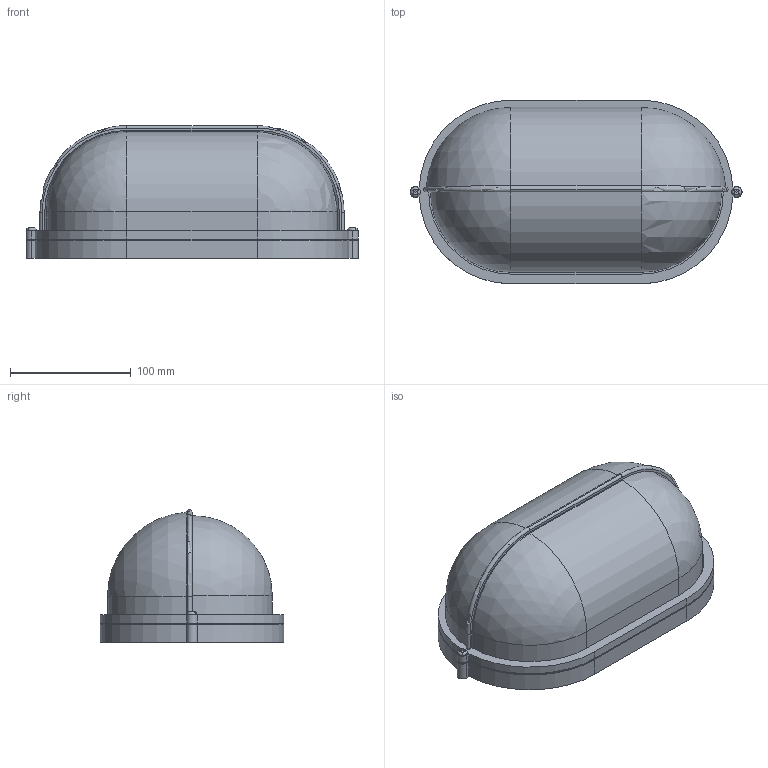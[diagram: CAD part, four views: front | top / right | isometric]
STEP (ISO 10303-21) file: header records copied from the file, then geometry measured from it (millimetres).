
FILE_DESCRIPTION (( 'STEP AP214' ), '1' );
FILE_NAME ('LNPP0-1203-1-100-K02 Ñâåòèëüíèê ÍÏÏ1203 ÷åðíûé_îâàë ï_ñôåðà 100Âò IP54 ÈÝÊ.STEP', '2017-06-23T07:34:59', ( '' ), ( '' ), 'SwSTEP 2.0', 'SolidWorks 2014', '' );
FILE_SCHEMA (( 'AUTOMOTIVE_DESIGN' ));
Length unit declared in the file: millimetre
Products named in the file (1): LNPP0-1203-1-100-K02 Ñâåòèëüíèê ÍÏÏ1203 ÷åðíûé_îâàë ï_ñôåðà 100Âò IP54  ÈÝÊ
Bounding box: 275 x 152 x 110 mm (x, y, z)
Volume: 2397959.3 mm3; surface area: 192797.5 mm2
Topology: 1 solids, 1 shells, 149 faces, 385 edges, 243 vertices
Faces by surface type: plane 72, cylinder 56, torus 14, sphere 7
Entity records: 4647 total; most frequent: CARTESIAN_POINT 944, DIRECTION 795, ORIENTED_EDGE 754, EDGE_CURVE 377, AXIS2_PLACEMENT_3D 298, VERTEX_POINT 243, LINE 199, VECTOR 199
